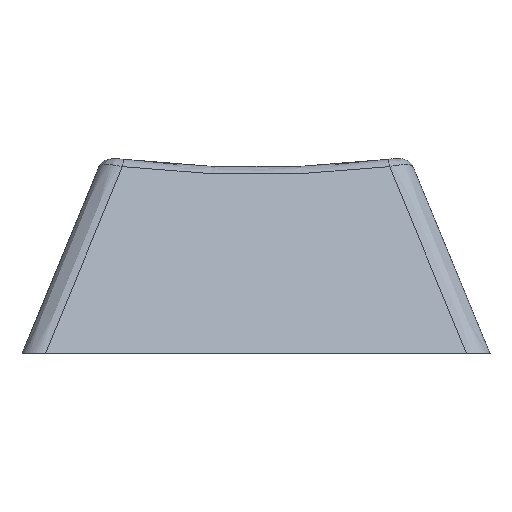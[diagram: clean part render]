
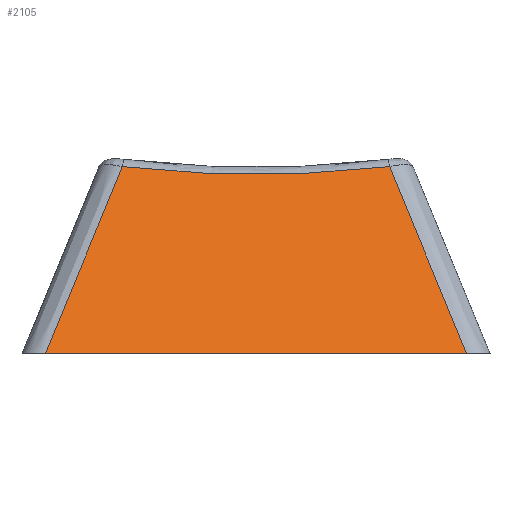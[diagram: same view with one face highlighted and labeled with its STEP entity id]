
A CAD part, front view. The second image highlights one B-rep face of the part: STEP entity #2105.
In plain terms, the highlighted planar face has unit normal (0, -0.906, 0.423).
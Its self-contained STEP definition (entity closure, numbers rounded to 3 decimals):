
#860=CARTESIAN_POINT('Vertex',(-5.167,-5.731,7.224)) ;
#1007=CARTESIAN_POINT('Vertex',(5.167,-5.731,7.224)) ;
#1303=CARTESIAN_POINT('Vertex',(-8.142,-9.1,0.)) ;
#1307=CARTESIAN_POINT('Control Point',(-5.167,-5.731,7.224)) ;
#1308=CARTESIAN_POINT('Control Point',(-5.723,-6.358,5.881)) ;
#1309=CARTESIAN_POINT('Control Point',(-6.278,-6.984,4.539)) ;
#1310=CARTESIAN_POINT('Control Point',(-6.83,-7.609,3.197)) ;
#1311=CARTESIAN_POINT('Control Point',(-7.426,-8.285,1.747)) ;
#1312=CARTESIAN_POINT('Control Point',(-8.021,-8.962,0.297)) ;
#1313=CARTESIAN_POINT('Control Point',(-8.061,-9.008,0.198)) ;
#1314=CARTESIAN_POINT('Control Point',(-8.102,-9.054,0.099)) ;
#1315=CARTESIAN_POINT('Control Point',(-8.142,-9.1,0.)) ;
#1362=CARTESIAN_POINT('Control Point',(5.167,-5.731,7.224)) ;
#1363=CARTESIAN_POINT('Control Point',(5.723,-6.358,5.881)) ;
#1364=CARTESIAN_POINT('Control Point',(6.278,-6.984,4.539)) ;
#1365=CARTESIAN_POINT('Control Point',(6.83,-7.609,3.197)) ;
#1366=CARTESIAN_POINT('Control Point',(7.426,-8.285,1.747)) ;
#1367=CARTESIAN_POINT('Control Point',(8.021,-8.962,0.297)) ;
#1368=CARTESIAN_POINT('Control Point',(8.061,-9.008,0.198)) ;
#1369=CARTESIAN_POINT('Control Point',(8.102,-9.054,0.099)) ;
#1370=CARTESIAN_POINT('Control Point',(8.142,-9.1,0.)) ;
#1371=CARTESIAN_POINT('Vertex',(8.142,-9.1,0.)) ;
#1635=CARTESIAN_POINT('Line Origine',(0.,-9.1,0.)) ;
#2074=CARTESIAN_POINT('Control Point',(-5.167,-5.731,7.224)) ;
#2075=CARTESIAN_POINT('Control Point',(-4.927,-5.745,7.196)) ;
#2076=CARTESIAN_POINT('Control Point',(-4.687,-5.757,7.169)) ;
#2077=CARTESIAN_POINT('Control Point',(-4.446,-5.769,7.143)) ;
#2078=CARTESIAN_POINT('Control Point',(-2.843,-5.843,6.986)) ;
#2079=CARTESIAN_POINT('Control Point',(-1.232,-5.881,6.902)) ;
#2080=CARTESIAN_POINT('Control Point',(0.14,-5.889,6.885)) ;
#2081=CARTESIAN_POINT('Control Point',(1.972,-5.867,6.934)) ;
#2082=CARTESIAN_POINT('Control Point',(3.796,-5.799,7.079)) ;
#2083=CARTESIAN_POINT('Control Point',(4.254,-5.779,7.121)) ;
#2084=CARTESIAN_POINT('Control Point',(4.711,-5.757,7.17)) ;
#2085=CARTESIAN_POINT('Control Point',(5.167,-5.731,7.224)) ;
#2094=CARTESIAN_POINT('Axis2P3D Location',(0.,-7.008,4.486)) ;
#1636=DIRECTION('Vector Direction',(-1.,0.,0.)) ;
#2095=DIRECTION('Axis2P3D Direction',(0.,-0.906,0.423)) ;
#2096=DIRECTION('Axis2P3D XDirection',(1.,0.,0.)) ;
#2097=AXIS2_PLACEMENT_3D('Plane Axis2P3D',#2094,#2095,#2096) ;
#2100=ORIENTED_EDGE('',*,*,#2086,.T.) ;
#2101=ORIENTED_EDGE('',*,*,#1316,.F.) ;
#2102=ORIENTED_EDGE('',*,*,#1639,.F.) ;
#2103=ORIENTED_EDGE('',*,*,#1373,.T.) ;
#1637=VECTOR('Line Direction',#1636,1.) ;
#2105=ADVANCED_FACE('Body.2',(#2104),#2098,.T.) ;
#1306=B_SPLINE_CURVE_WITH_KNOTS('',5,(#1307,#1308,#1309,#1310,#1311,#1312,#1313,#1314,#1315),.UNSPECIFIED.,.F.,.U.,(6,3,6),(3.103,13.703,14.479),.UNSPECIFIED.) ;
#1361=B_SPLINE_CURVE_WITH_KNOTS('',5,(#1362,#1363,#1364,#1365,#1366,#1367,#1368,#1369,#1370),.UNSPECIFIED.,.F.,.U.,(6,3,6),(3.103,13.703,14.479),.UNSPECIFIED.) ;
#2073=B_SPLINE_CURVE_WITH_KNOTS('',5,(#2074,#2075,#2076,#2077,#2078,#2079,#2080,#2081,#2082,#2083,#2084,#2085),.UNSPECIFIED.,.F.,.U.,(6,3,3,6),(8.917,10.613,20.226,23.452),.UNSPECIFIED.) ;
#1316=EDGE_CURVE('',#1304,#861,#1306,.F.) ;
#1373=EDGE_CURVE('',#1372,#1008,#1361,.F.) ;
#1639=EDGE_CURVE('',#1372,#1304,#1638,.T.) ;
#2086=EDGE_CURVE('',#1008,#861,#2073,.F.) ;
#2099=EDGE_LOOP('',(#2100,#2101,#2102,#2103)) ;
#2104=FACE_OUTER_BOUND('',#2099,.T.) ;
#1638=LINE('Line',#1635,#1637) ;
#2098=PLANE('Plane',#2097) ;
#861=VERTEX_POINT('',#860) ;
#1008=VERTEX_POINT('',#1007) ;
#1304=VERTEX_POINT('',#1303) ;
#1372=VERTEX_POINT('',#1371) ;
